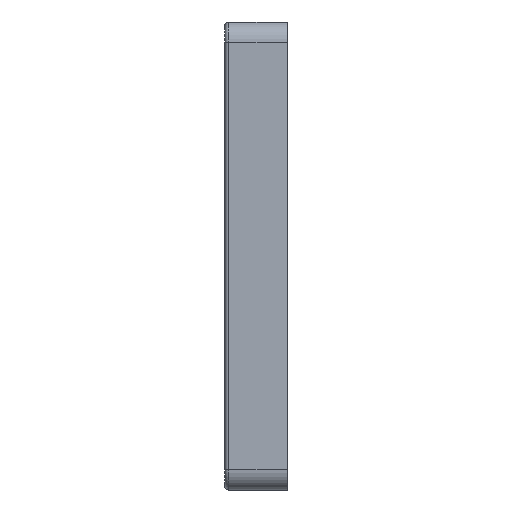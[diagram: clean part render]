
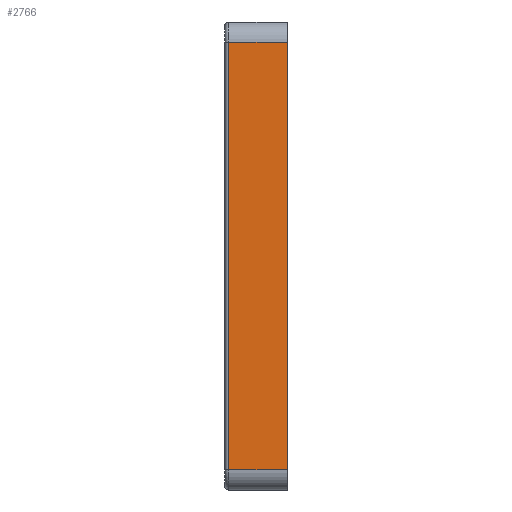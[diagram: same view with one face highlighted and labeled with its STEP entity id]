
A CAD part, left-side view. The second image highlights one B-rep face of the part: STEP entity #2766.
In plain terms, the highlighted planar face has unit normal (-1, 0, 0).
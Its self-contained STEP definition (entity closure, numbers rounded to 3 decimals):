
#108=PLANE('',#3084);
#238=FACE_OUTER_BOUND('',#418,.T.);
#418=EDGE_LOOP('',(#2329,#2330,#2331,#2332));
#534=LINE('',#4195,#796);
#608=LINE('',#4474,#870);
#676=LINE('',#4712,#938);
#678=LINE('',#4715,#940);
#796=VECTOR('',#3294,10.);
#870=VECTOR('',#3562,10.);
#938=VECTOR('',#3830,10.);
#940=VECTOR('',#3834,10.);
#1217=VERTEX_POINT('',#4192);
#1218=VERTEX_POINT('',#4194);
#1325=VERTEX_POINT('',#4469);
#1326=VERTEX_POINT('',#4473);
#1484=EDGE_CURVE('',#1218,#1217,#534,.T.);
#1619=EDGE_CURVE('',#1325,#1326,#608,.T.);
#1734=EDGE_CURVE('',#1218,#1325,#676,.T.);
#1736=EDGE_CURVE('',#1326,#1217,#678,.T.);
#2329=ORIENTED_EDGE('',*,*,#1484,.T.);
#2330=ORIENTED_EDGE('',*,*,#1736,.F.);
#2331=ORIENTED_EDGE('',*,*,#1619,.F.);
#2332=ORIENTED_EDGE('',*,*,#1734,.F.);
#2766=ADVANCED_FACE('',(#238),#108,.T.);
#3084=AXIS2_PLACEMENT_3D('',#4714,#3832,#3833);
#3294=DIRECTION('',(0.,0.,1.));
#3562=DIRECTION('',(0.,0.,1.));
#3830=DIRECTION('',(0.,1.,0.));
#3832=DIRECTION('center_axis',(-1.,0.,0.));
#3833=DIRECTION('ref_axis',(0.,0.,1.));
#3834=DIRECTION('',(0.,-1.,0.));
#4192=CARTESIAN_POINT('',(-148.125,-8.5,52.875));
#4194=CARTESIAN_POINT('',(-148.125,-8.5,-52.875));
#4195=CARTESIAN_POINT('',(-148.125,-8.5,-28.938));
#4469=CARTESIAN_POINT('',(-148.125,6.,-52.875));
#4473=CARTESIAN_POINT('',(-148.125,6.,52.875));
#4474=CARTESIAN_POINT('',(-148.125,6.,-28.938));
#4712=CARTESIAN_POINT('',(-148.125,0.,-52.875));
#4714=CARTESIAN_POINT('Origin',(-148.125,0.,-57.875));
#4715=CARTESIAN_POINT('',(-148.125,0.,52.875));
